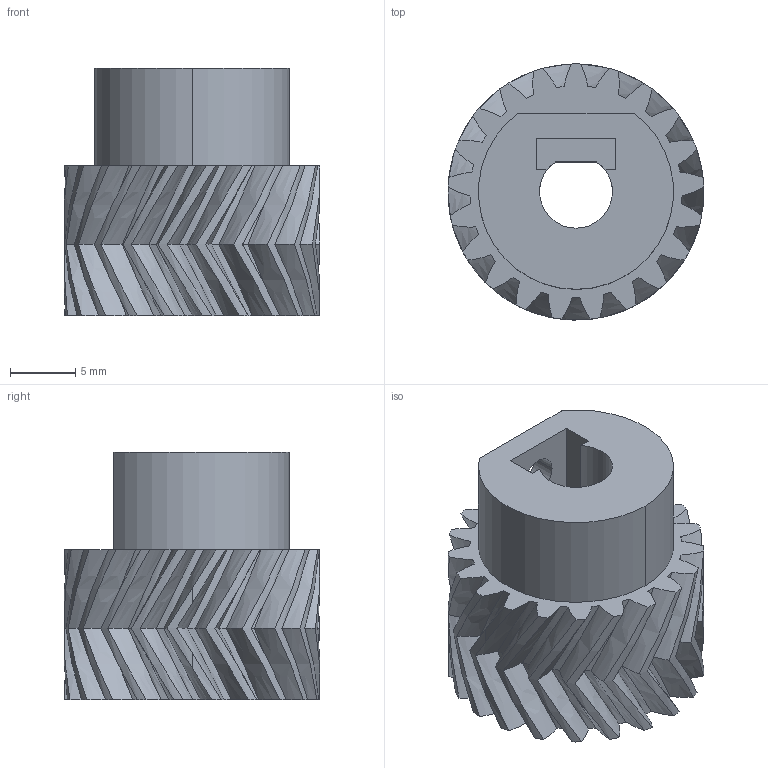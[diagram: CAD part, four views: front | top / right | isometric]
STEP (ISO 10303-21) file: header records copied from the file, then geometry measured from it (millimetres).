
FILE_DESCRIPTION (( 'STEP AP214' ), '1' );
FILE_NAME ('21 Tooth Herringbone Gear Flexi.STEP', '2021-03-12T15:19:32', ( '' ), ( '' ), 'SwSTEP 2.0', 'SolidWorks 2019', '' );
FILE_SCHEMA (( 'AUTOMOTIVE_DESIGN' ));
Length unit declared in the file: millimetre
Products named in the file (1): 21 Tooth Herringbone Gear Flexi
Bounding box: 19.68 x 19.68 x 19 mm (x, y, z)
Volume: 3687.5 mm3; surface area: 2514.1 mm2
Topology: 1 solids, 1 shells, 171 faces, 464 edges, 296 vertices
Faces by surface type: bspline 126, cylinder 33, plane 12
Entity records: 7327 total; most frequent: CARTESIAN_POINT 4019, ORIENTED_EDGE 928, EDGE_CURVE 464, B_SPLINE_CURVE_WITH_KNOTS 371, VERTEX_POINT 296, DIRECTION 241, EDGE_LOOP 176, FACE_OUTER_BOUND 171
